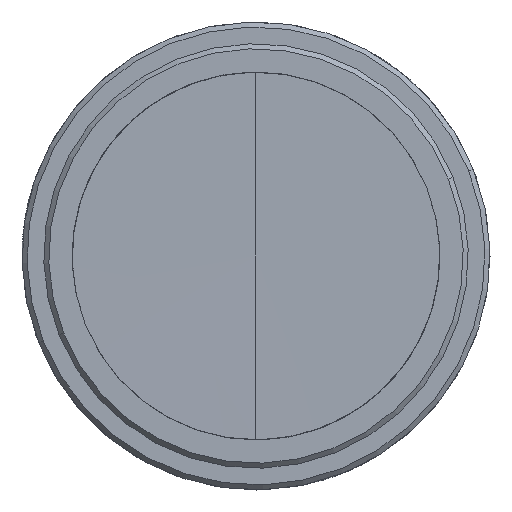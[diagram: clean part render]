
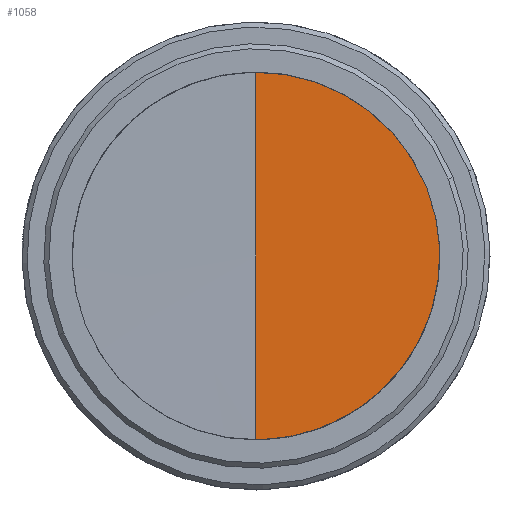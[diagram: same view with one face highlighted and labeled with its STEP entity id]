
A CAD part, left-side view. The second image highlights one B-rep face of the part: STEP entity #1058.
In plain terms, the highlighted conical face has half-angle 89.818 degrees and reference radius 11.798 mm.
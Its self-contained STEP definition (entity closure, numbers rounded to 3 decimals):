
#9 = CARTESIAN_POINT ( 'NONE',  ( -89.577, 0., 0. ) ) ;
#84 = CIRCLE ( 'NONE', #761, 11. ) ;
#99 = EDGE_LOOP ( 'NONE', ( #144, #399, #984, #945 ) ) ;
#113 = CARTESIAN_POINT ( 'NONE',  ( -89.543, 0., 0. ) ) ;
#144 = ORIENTED_EDGE ( 'NONE', *, *, #193, .F. ) ;
#193 = EDGE_CURVE ( 'NONE', #1296, #1207, #1363, .T. ) ;
#226 = DIRECTION ( 'NONE',  ( 0., 0., 1. ) ) ;
#232 = CARTESIAN_POINT ( 'NONE',  ( -89.577, -10.213, 4.086 ) ) ;
#268 = DIRECTION ( 'NONE',  ( -1., 0., 0. ) ) ;
#302 = DIRECTION ( 'NONE',  ( -0.003, 0., 1. ) ) ;
#307 = AXIS2_PLACEMENT_3D ( 'NONE', #918, #1142, #226 ) ;
#356 = DIRECTION ( 'NONE',  ( 0., 0., 1. ) ) ;
#361 = CARTESIAN_POINT ( 'NONE',  ( -89.577, 0., -11. ) ) ;
#373 = EDGE_CURVE ( 'NONE', #1207, #1310, #84, .T. ) ;
#399 = ORIENTED_EDGE ( 'NONE', *, *, #470, .T. ) ;
#464 = VERTEX_POINT ( 'NONE', #361 ) ;
#470 = EDGE_CURVE ( 'NONE', #1296, #464, #859, .T. ) ;
#524 = CARTESIAN_POINT ( 'NONE',  ( -89.577, 0., 11. ) ) ;
#617 = CARTESIAN_POINT ( 'NONE',  ( -89.58, 0., 0. ) ) ;
#645 = AXIS2_PLACEMENT_3D ( 'NONE', #617, #268, #1077 ) ;
#661 = CARTESIAN_POINT ( 'NONE',  ( -89.58, 0., 11.798 ) ) ;
#680 = CIRCLE ( 'NONE', #307, 11. ) ;
#711 = DIRECTION ( 'NONE',  ( -0.003, 0., -1. ) ) ;
#717 = DIRECTION ( 'NONE',  ( 1., 0., 0. ) ) ;
#761 = AXIS2_PLACEMENT_3D ( 'NONE', #9, #717, #356 ) ;
#859 = LINE ( 'NONE', #1267, #963 ) ;
#918 = CARTESIAN_POINT ( 'NONE',  ( -89.577, 0., 0. ) ) ;
#932 = FACE_OUTER_BOUND ( 'NONE', #99, .T. ) ;
#945 = ORIENTED_EDGE ( 'NONE', *, *, #373, .F. ) ;
#963 = VECTOR ( 'NONE', #711, 1000. ) ;
#984 = ORIENTED_EDGE ( 'NONE', *, *, #1346, .F. ) ;
#1058 = ADVANCED_FACE ( 'NONE', ( #932 ), #1223, .F. ) ;
#1077 = DIRECTION ( 'NONE',  ( 0., 0., 1. ) ) ;
#1141 = VECTOR ( 'NONE', #302, 1000. ) ;
#1142 = DIRECTION ( 'NONE',  ( 1., 0., 0. ) ) ;
#1207 = VERTEX_POINT ( 'NONE', #524 ) ;
#1223 = CONICAL_SURFACE ( 'NONE', #645, 11.798, 1.568 ) ;
#1267 = CARTESIAN_POINT ( 'NONE',  ( -89.58, 0., -11.798 ) ) ;
#1296 = VERTEX_POINT ( 'NONE', #113 ) ;
#1310 = VERTEX_POINT ( 'NONE', #232 ) ;
#1346 = EDGE_CURVE ( 'NONE', #1310, #464, #680, .T. ) ;
#1363 = LINE ( 'NONE', #661, #1141 ) ;
